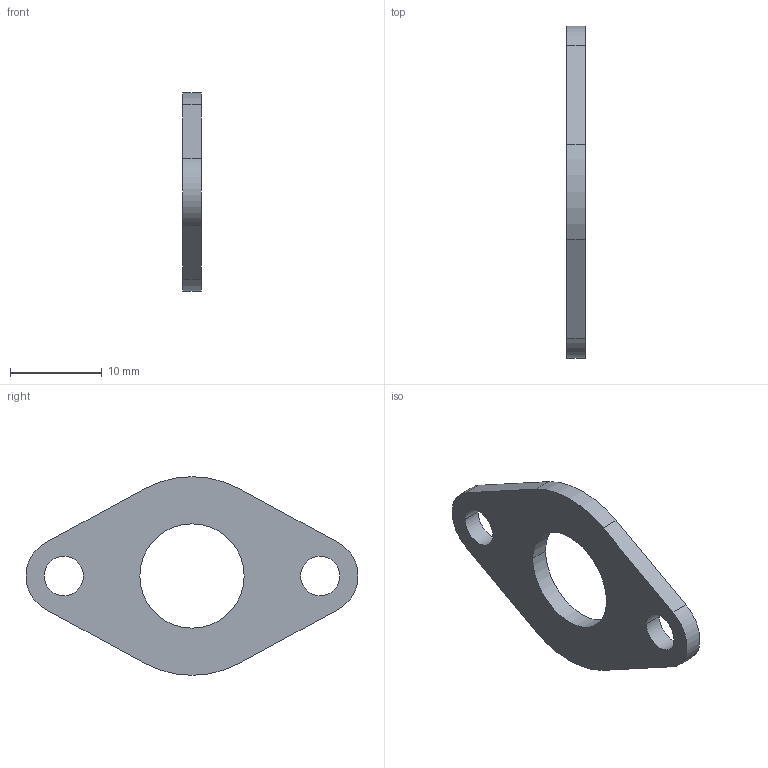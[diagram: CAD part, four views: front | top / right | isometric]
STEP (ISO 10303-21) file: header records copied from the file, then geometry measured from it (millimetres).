
FILE_DESCRIPTION(('CATIA V5 STEP Exchange'),'2;1');
FILE_NAME('Plate.stp','2020-08-02T15:42:42+00:00',('none'),('none'),'CATIA Version 5 Release 21 GA (IN-10)','CATIA V5 STEP AP203','none');
FILE_SCHEMA(('CONFIG_CONTROL_DESIGN'));
Length unit declared in the file: millimetre
Products named in the file (1): Plate
Bounding box: 2 x 36.27 x 21.7 mm (x, y, z)
Volume: 784.2 mm3; surface area: 1087.1 mm2
Topology: 1 solids, 1 shells, 16 faces, 42 edges, 28 vertices
Faces by surface type: cylinder 10, plane 6
Entity records: 525 total; most frequent: CARTESIAN_POINT 84, ORIENTED_EDGE 84, DIRECTION 68, EDGE_CURVE 42, AXIS2_PLACEMENT_3D 34, VERTEX_POINT 28, VECTOR 22, EDGE_LOOP 22
